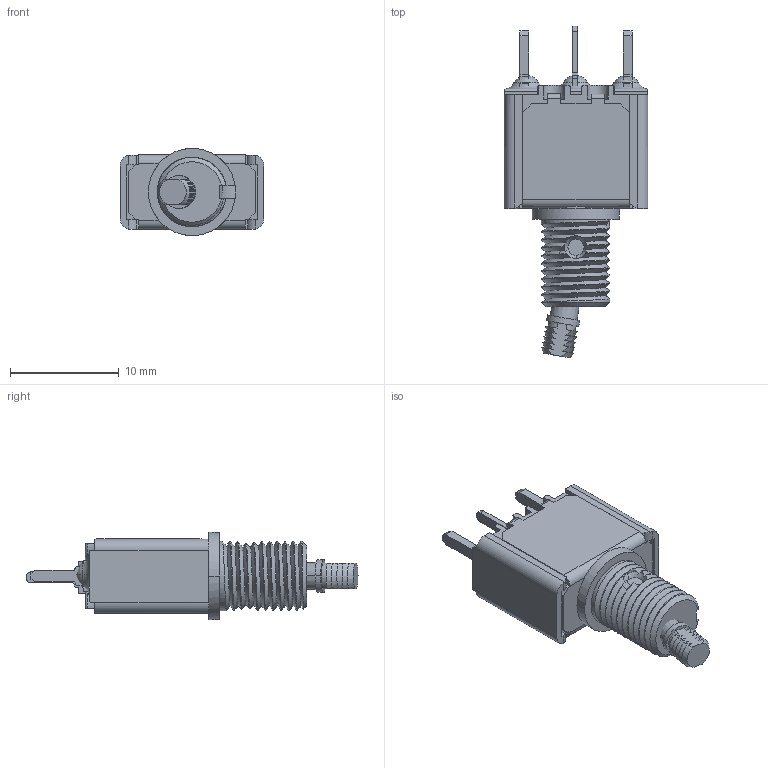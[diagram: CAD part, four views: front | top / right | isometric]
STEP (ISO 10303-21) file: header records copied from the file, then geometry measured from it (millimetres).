
FILE_DESCRIPTION((''),'2;1');
FILE_NAME('5236AKB--41','2014-12-15T',('brevel'),(''),'PRO/ENGINEER BY PARAMETRIC TECHNOLOGY CORPORATION, 2013410','PRO/ENGINEER BY PARAMETRIC TECHNOLOGY CORPORATION, 2013410','');
FILE_SCHEMA(('CONFIG_CONTROL_DESIGN'));
Length unit declared in the file: millimetre
Products named in the file (1): 5236AKB--41
Bounding box: 13.2 x 30.46 x 8 mm (x, y, z)
Surface area: 1440.5 mm2 (no closed solid volume)
Topology: 0 solids, 17 shells, 316 faces, 995 edges, 687 vertices
Faces by surface type: plane 175, cylinder 71, bspline 36, cone 18, torus 10, sphere 6
Entity records: 14325 total; most frequent: CARTESIAN_POINT 5934, ORIENTED_EDGE 1819, DIRECTION 1546, EDGE_CURVE 989, VERTEX_POINT 687, VECTOR 536, LINE 536, AXIS2_PLACEMENT_3D 505
